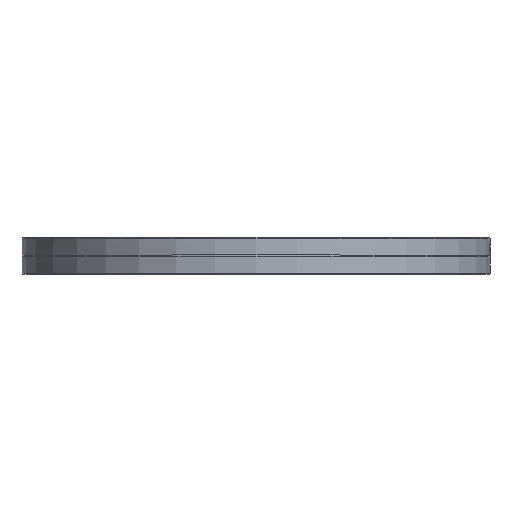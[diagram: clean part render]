
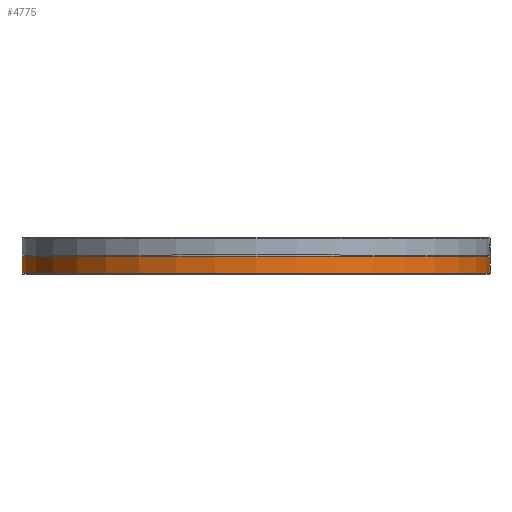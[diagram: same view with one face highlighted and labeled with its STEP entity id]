
A CAD part, top view. The second image highlights one B-rep face of the part: STEP entity #4775.
In plain terms, the highlighted cylindrical face has radius 184.15 mm (diameter 368.3 mm), a full revolution.
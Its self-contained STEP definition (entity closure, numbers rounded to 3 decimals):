
#203=CYLINDRICAL_SURFACE('',#5209,184.15);
#470=FACE_OUTER_BOUND('',#806,.T.);
#806=EDGE_LOOP('',(#3517,#3518,#3519,#3520,#3521,#3522));
#1126=LINE('',#7466,#1415);
#1415=VECTOR('',#6073,184.15);
#1761=CIRCLE('',#5207,184.15);
#1762=CIRCLE('',#5208,184.15);
#1763=CIRCLE('',#5210,184.15);
#1764=CIRCLE('',#5211,184.15);
#2100=VERTEX_POINT('',#7456);
#2101=VERTEX_POINT('',#7457);
#2102=VERTEX_POINT('',#7462);
#2103=VERTEX_POINT('',#7463);
#2624=EDGE_CURVE('',#2100,#2101,#1761,.T.);
#2625=EDGE_CURVE('',#2101,#2100,#1762,.T.);
#2627=EDGE_CURVE('',#2102,#2103,#1763,.T.);
#2628=EDGE_CURVE('',#2103,#2102,#1764,.T.);
#2629=EDGE_CURVE('',#2103,#2101,#1126,.T.);
#3517=ORIENTED_EDGE('',*,*,#2627,.F.);
#3518=ORIENTED_EDGE('',*,*,#2628,.F.);
#3519=ORIENTED_EDGE('',*,*,#2629,.T.);
#3520=ORIENTED_EDGE('',*,*,#2624,.F.);
#3521=ORIENTED_EDGE('',*,*,#2625,.F.);
#3522=ORIENTED_EDGE('',*,*,#2629,.F.);
#4775=ADVANCED_FACE('',(#470),#203,.T.);
#5207=AXIS2_PLACEMENT_3D('',#7458,#6062,#6063);
#5208=AXIS2_PLACEMENT_3D('',#7459,#6064,#6065);
#5209=AXIS2_PLACEMENT_3D('',#7461,#6067,#6068);
#5210=AXIS2_PLACEMENT_3D('',#7464,#6069,#6070);
#5211=AXIS2_PLACEMENT_3D('',#7465,#6071,#6072);
#6062=DIRECTION('center_axis',(0.,-1.,0.));
#6063=DIRECTION('ref_axis',(1.,0.,0.));
#6064=DIRECTION('center_axis',(0.,-1.,0.));
#6065=DIRECTION('ref_axis',(1.,0.,0.));
#6067=DIRECTION('center_axis',(0.,1.,0.));
#6068=DIRECTION('ref_axis',(-1.,0.,0.));
#6069=DIRECTION('center_axis',(0.,1.,0.));
#6070=DIRECTION('ref_axis',(1.,0.,0.));
#6071=DIRECTION('center_axis',(0.,1.,0.));
#6072=DIRECTION('ref_axis',(1.,0.,0.));
#6073=DIRECTION('',(0.,-1.,0.));
#7456=CARTESIAN_POINT('',(-184.15,0.5,0.));
#7457=CARTESIAN_POINT('',(184.15,0.5,0.));
#7458=CARTESIAN_POINT('Origin',(0.,0.5,0.));
#7459=CARTESIAN_POINT('Origin',(0.,0.5,0.));
#7461=CARTESIAN_POINT('Origin',(0.,6.881,0.));
#7462=CARTESIAN_POINT('',(0.,13.763,-184.15));
#7463=CARTESIAN_POINT('',(184.15,13.763,0.));
#7464=CARTESIAN_POINT('Origin',(0.,13.763,0.));
#7465=CARTESIAN_POINT('Origin',(0.,13.763,0.));
#7466=CARTESIAN_POINT('',(184.15,6.881,0.));
